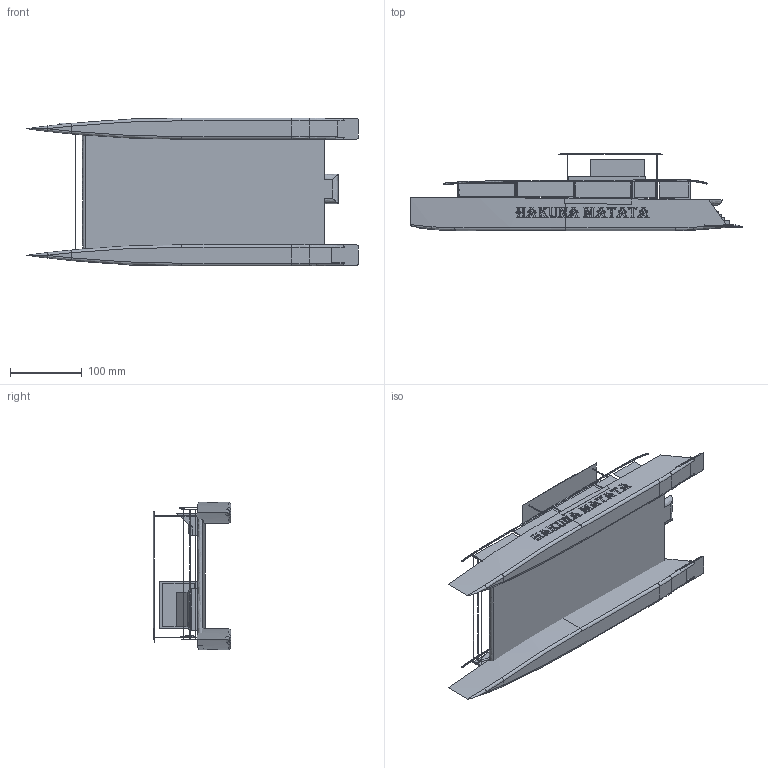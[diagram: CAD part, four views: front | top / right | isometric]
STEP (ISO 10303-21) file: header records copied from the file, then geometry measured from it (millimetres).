
FILE_DESCRIPTION(('FreeCAD Model'),'2;1');
FILE_NAME('Open CASCADE Shape Model','2025-05-05T04:50:38',('FreeCAD'),( 'FreeCAD'),'Open CASCADE STEP processor 7.6','FreeCAD','Unknown');
FILE_SCHEMA(('AUTOMOTIVE_DESIGN { 1 0 10303 214 1 1 1 1 }'));
Products named in the file (1): Open CASCADE STEP translator 7.6 1
Bounding box: 463.01 x 107.95 x 206.06 mm (x, y, z)
Volume: 1800571.4 mm3; surface area: 415493.8 mm2
Topology: 137 solids, 137 shells, 3020 faces, 8193 edges, 5450 vertices
Faces by surface type: bspline 3020
Entity records: 102390 total; most frequent: CARTESIAN_POINT 52228, ORIENTED_EDGE 16386, EDGE_CURVE 8193, B_SPLINE_CURVE_WITH_KNOTS 7719, VERTEX_POINT 5450, FACE_BOUND 3089, EDGE_LOOP 3089, ADVANCED_FACE 3020
